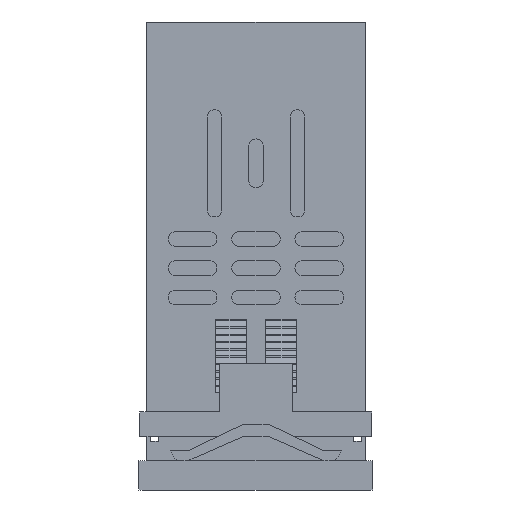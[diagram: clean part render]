
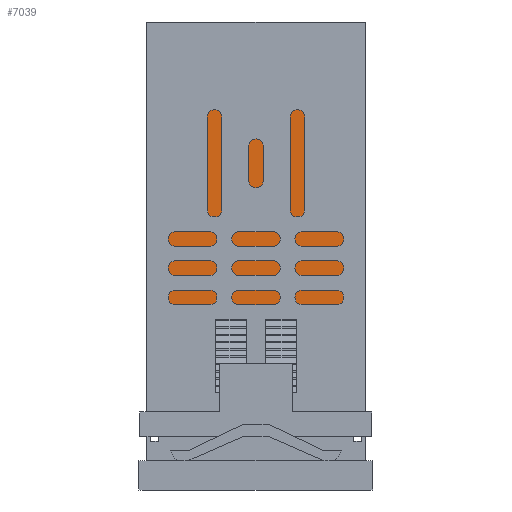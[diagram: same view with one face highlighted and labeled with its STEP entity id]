
A CAD part, front view. The second image highlights one B-rep face of the part: STEP entity #7039.
In plain terms, the highlighted planar face has unit normal (0, -1, 0).
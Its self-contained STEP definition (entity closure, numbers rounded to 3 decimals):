
#271 = AXIS2_PLACEMENT_3D ( 'NONE', #10868, #10068, #9989 ) ;
#1137 = ORIENTED_EDGE ( 'NONE', *, *, #11878, .F. ) ;
#1197 = EDGE_CURVE ( 'NONE', #8246, #4300, #4510, .T. ) ;
#1283 = ORIENTED_EDGE ( 'NONE', *, *, #5278, .F. ) ;
#2003 = LINE ( 'NONE', #9168, #8599 ) ;
#2502 = DIRECTION ( 'NONE',  ( 0., 0., 1. ) ) ;
#2668 = CARTESIAN_POINT ( 'NONE',  ( -21.4, 10., -81.9 ) ) ;
#2814 = ORIENTED_EDGE ( 'NONE', *, *, #11202, .T. ) ;
#3760 = VERTEX_POINT ( 'NONE', #3876 ) ;
#3818 = CARTESIAN_POINT ( 'NONE',  ( 21.4, 10., -1.75 ) ) ;
#3876 = CARTESIAN_POINT ( 'NONE',  ( -21.4, 10., -1.75 ) ) ;
#4300 = VERTEX_POINT ( 'NONE', #6718 ) ;
#4419 = VECTOR ( 'NONE', #5378, 1000. ) ;
#4510 = LINE ( 'NONE', #2668, #7727 ) ;
#5278 = EDGE_CURVE ( 'NONE', #8246, #3760, #2003, .T. ) ;
#5378 = DIRECTION ( 'NONE',  ( 0., 0., 1. ) ) ;
#5488 = VERTEX_POINT ( 'NONE', #3818 ) ;
#6312 = LINE ( 'NONE', #11038, #4419 ) ;
#6336 = CARTESIAN_POINT ( 'NONE',  ( -21.4, 10., -1.75 ) ) ;
#6718 = CARTESIAN_POINT ( 'NONE',  ( 21.4, 10., -81.9 ) ) ;
#6933 = FACE_OUTER_BOUND ( 'NONE', #11201, .T. ) ;
#7039 = ADVANCED_FACE ( 'NONE', ( #6933 ), #10959, .F. ) ;
#7472 = DIRECTION ( 'NONE',  ( 1., 0., 0. ) ) ;
#7582 = ORIENTED_EDGE ( 'NONE', *, *, #1197, .T. ) ;
#7702 = CARTESIAN_POINT ( 'NONE',  ( -21.4, 10., -81.9 ) ) ;
#7727 = VECTOR ( 'NONE', #7472, 1000. ) ;
#7910 = VECTOR ( 'NONE', #8225, 1000. ) ;
#8225 = DIRECTION ( 'NONE',  ( 1., 0., 0. ) ) ;
#8246 = VERTEX_POINT ( 'NONE', #7702 ) ;
#8599 = VECTOR ( 'NONE', #2502, 1000. ) ;
#9168 = CARTESIAN_POINT ( 'NONE',  ( -21.4, 10., -96. ) ) ;
#9989 = DIRECTION ( 'NONE',  ( 0., 0., 1. ) ) ;
#10068 = DIRECTION ( 'NONE',  ( 0., 1., 0. ) ) ;
#10425 = LINE ( 'NONE', #6336, #7910 ) ;
#10868 = CARTESIAN_POINT ( 'NONE',  ( -21.4, 10., -96. ) ) ;
#10959 = PLANE ( 'NONE',  #271 ) ;
#11038 = CARTESIAN_POINT ( 'NONE',  ( 21.4, 10., -96. ) ) ;
#11201 = EDGE_LOOP ( 'NONE', ( #7582, #2814, #1137, #1283 ) ) ;
#11202 = EDGE_CURVE ( 'NONE', #4300, #5488, #6312, .T. ) ;
#11878 = EDGE_CURVE ( 'NONE', #3760, #5488, #10425, .T. ) ;
